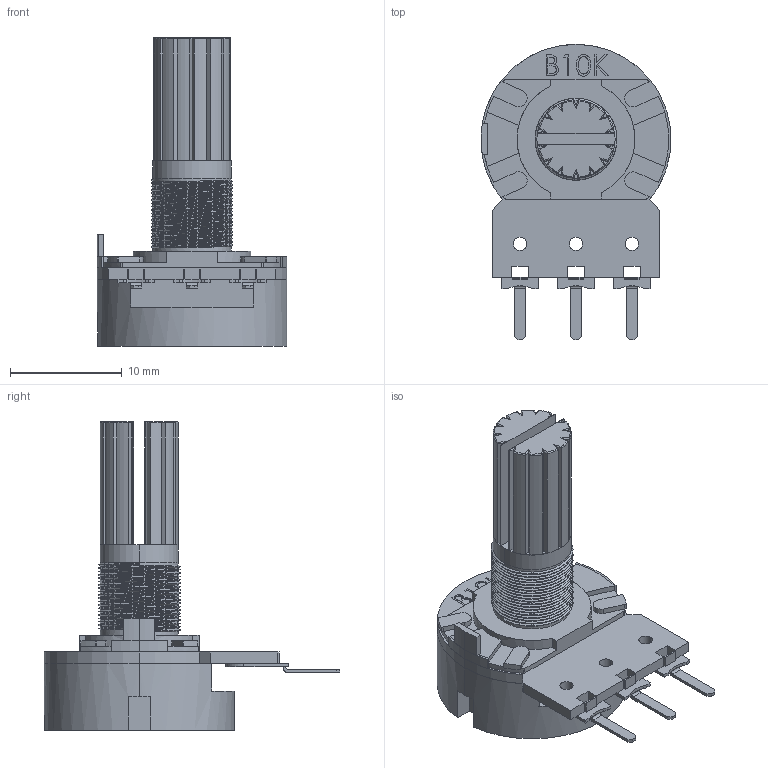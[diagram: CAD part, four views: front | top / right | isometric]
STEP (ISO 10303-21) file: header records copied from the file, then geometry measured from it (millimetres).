
FILE_DESCRIPTION (( 'STEP AP203' ), '1' );
FILE_NAME ('PotentiometerB10K.STEP', '2025-07-15T21:08:04', ( '' ), ( '' ), 'SwSTEP 2.0', 'SolidWorks 2021', '' );
FILE_SCHEMA (( 'CONFIG_CONTROL_DESIGN' ));
Length unit declared in the file: millimetre
Products named in the file (1): PotentiometerB10K
Bounding box: 17 x 26.43 x 27.6 mm (x, y, z)
Volume: 2392.2 mm3; surface area: 2890.6 mm2
Topology: 8 solids, 8 shells, 507 faces, 1331 edges, 863 vertices
Faces by surface type: plane 311, cylinder 139, bspline 45, torus 12
Entity records: 20787 total; most frequent: CARTESIAN_POINT 8711, ORIENTED_EDGE 2662, DIRECTION 2217, EDGE_CURVE 1331, VECTOR 947, LINE 947, VERTEX_POINT 863, AXIS2_PLACEMENT_3D 635
